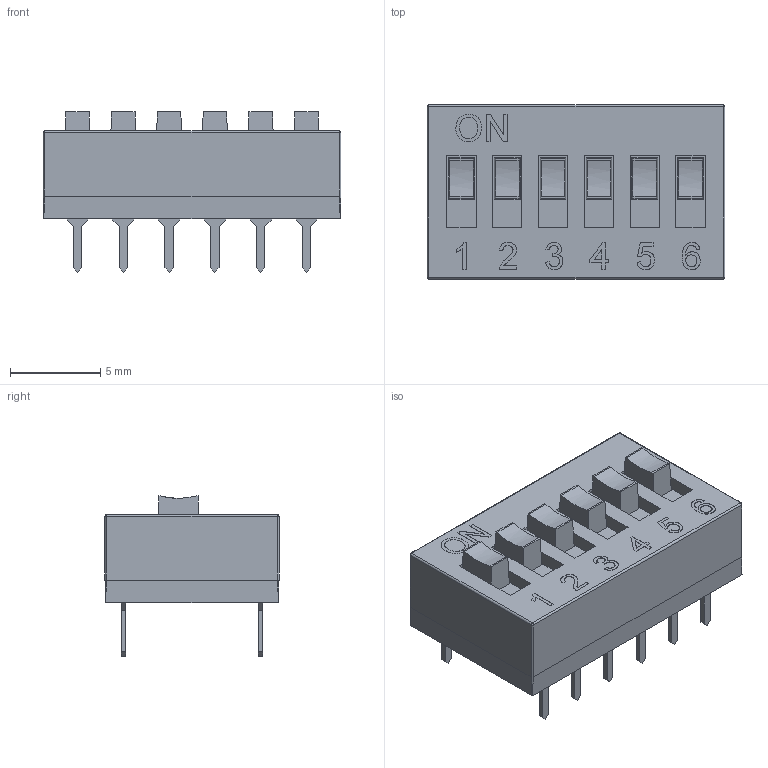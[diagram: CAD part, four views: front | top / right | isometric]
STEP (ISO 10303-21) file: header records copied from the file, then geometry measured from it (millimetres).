
FILE_DESCRIPTION((' '),'2;1');
FILE_NAME( 'SW-NDS-06V.stp', '2022-09-02T17:08:29', (' '), ('--- Datakit www.datakit.com---'), ' Datakit CrossCadWare V2022.3 Jun 15 2022', 'DATAKIT 2022 (c)', ' ');
FILE_SCHEMA(('AP242_MANAGED_MODEL_BASED_3D_ENGINEERING_MIM_LF { 1 0 10303 442 1 1 4 }'));
Length unit declared in the file: millimetre
Products named in the file (1): SW-NDS-06V
Bounding box: 16.51 x 9.65 x 8.88 mm (x, y, z)
Volume: 786.4 mm3; surface area: 746.9 mm2
Topology: 1 solids, 1 shells, 302 faces, 787 edges, 518 vertices
Faces by surface type: plane 227, extrusion 57, cylinder 14, sphere 4
Entity records: 11840 total; most frequent: CARTESIAN_POINT 4274, ORIENTED_EDGE 1566, DIRECTION 1254, EDGE_CURVE 783, VECTOR 690, LINE 633, VERTEX_POINT 518, EDGE_LOOP 337
